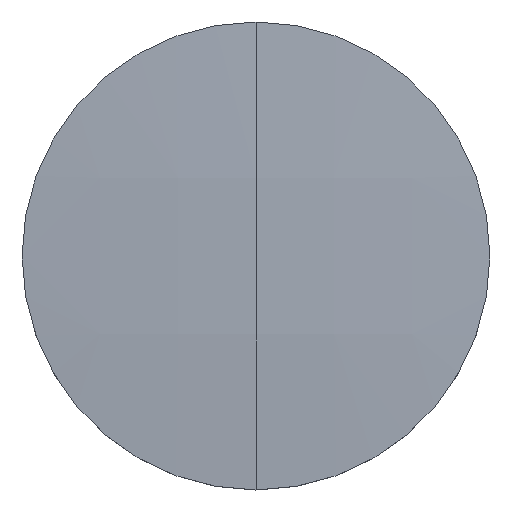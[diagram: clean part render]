
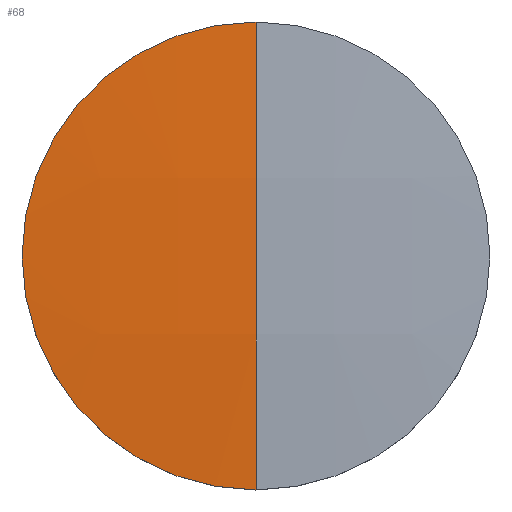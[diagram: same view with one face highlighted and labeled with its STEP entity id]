
A CAD part, top view. The second image highlights one B-rep face of the part: STEP entity #68.
In plain terms, the highlighted free-form (B-spline) face has degree [3, 3] with [4, 4] control points.
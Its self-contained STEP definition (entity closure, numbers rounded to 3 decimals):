
#3 = DIRECTION ( 'NONE',  ( -1., 0., 0. ) ) ;
#4 = EDGE_CURVE ( 'NONE', #161, #175, #172, .T. ) ;
#13 = CARTESIAN_POINT ( 'NONE',  ( 0., 2.145, 2.067 ) ) ;
#24 = ORIENTED_EDGE ( 'NONE', *, *, #239, .F. ) ;
#25 = DIRECTION ( 'NONE',  ( 0., 0., -1. ) ) ;
#29 = CARTESIAN_POINT ( 'NONE',  ( 0., -6.426, 1.8 ) ) ;
#35 = CIRCLE ( 'NONE', #198, 6.35 ) ;
#36 = ORIENTED_EDGE ( 'NONE', *, *, #4, .T. ) ;
#39 = CIRCLE ( 'NONE', #143, 6.35 ) ;
#41 = CARTESIAN_POINT ( 'NONE',  ( 0., 0., 1.805 ) ) ;
#44 = DIRECTION ( 'NONE',  ( 0., 0., -1. ) ) ;
#48 = CARTESIAN_POINT ( 'NONE',  ( 0., 0., 1.805 ) ) ;
#51 = ORIENTED_EDGE ( 'NONE', *, *, #83, .F. ) ;
#56 = CARTESIAN_POINT ( 'NONE',  ( 0., -6.35, 1.805 ) ) ;
#57 = DIRECTION ( 'NONE',  ( 0., -1., 0. ) ) ;
#66 = VERTEX_POINT ( 'NONE', #96 ) ;
#68 = ADVANCED_FACE ( 'NONE', ( #191 ), #227, .T. ) ;
#80 = DIRECTION ( 'NONE',  ( 1., 0., 0. ) ) ;
#83 = EDGE_CURVE ( 'NONE', #66, #175, #39, .T. ) ;
#88 = CARTESIAN_POINT ( 'NONE',  ( 0., -2.145, 2.067 ) ) ;
#90 = CARTESIAN_POINT ( 'NONE',  ( -4.253, -6.426, 1.734 ) ) ;
#95 = DIRECTION ( 'NONE',  ( 1., 0., 0. ) ) ;
#96 = CARTESIAN_POINT ( 'NONE',  ( -6.35, 0., 1.805 ) ) ;
#128 = EDGE_LOOP ( 'NONE', ( #24, #36, #51 ) ) ;
#132 = CARTESIAN_POINT ( 'NONE',  ( -4.264, 2.145, 2.001 ) ) ;
#143 = AXIS2_PLACEMENT_3D ( 'NONE', #48, #25, #95 ) ;
#161 = VERTEX_POINT ( 'NONE', #56 ) ;
#172 = CIRCLE ( 'NONE', #290, 103.4 ) ;
#175 = VERTEX_POINT ( 'NONE', #231 ) ;
#179 = CARTESIAN_POINT ( 'NONE',  ( -6.392, 2.145, 1.869 ) ) ;
#182 = CARTESIAN_POINT ( 'NONE',  ( 0., 6.426, 1.8 ) ) ;
#191 = FACE_OUTER_BOUND ( 'NONE', #128, .T. ) ;
#198 = AXIS2_PLACEMENT_3D ( 'NONE', #41, #44, #80 ) ;
#201 = CARTESIAN_POINT ( 'NONE',  ( -4.264, -2.145, 2.001 ) ) ;
#227 =( BOUNDED_SURFACE ( )  B_SPLINE_SURFACE ( 3, 3, ( 
 ( #29, #257, #90, #241 ),
 ( #88, #243, #201, #245 ),
 ( #13, #286, #132, #179 ),
 ( #182, #284, #262, #242 ) ),
 .UNSPECIFIED., .F., .F., .F. ) 
 B_SPLINE_SURFACE_WITH_KNOTS ( ( 4, 4 ),
 ( 4, 4 ),
 ( 0., 1. ),
 ( 0., 1. ),
 .UNSPECIFIED. ) 
 GEOMETRIC_REPRESENTATION_ITEM ( )  RATIONAL_B_SPLINE_SURFACE ( (
 ( 1., 1., 1., 1.),
 ( 0.999, 0.998, 0.998, 0.999),
 ( 0.999, 0.998, 0.998, 0.999),
 ( 1., 1., 1., 1.) ) ) 
 REPRESENTATION_ITEM ( '' )  SURFACE ( )  );
#231 = CARTESIAN_POINT ( 'NONE',  ( 0., 6.35, 1.805 ) ) ;
#239 = EDGE_CURVE ( 'NONE', #161, #66, #35, .T. ) ;
#241 = CARTESIAN_POINT ( 'NONE',  ( -6.376, -6.426, 1.603 ) ) ;
#242 = CARTESIAN_POINT ( 'NONE',  ( -6.376, 6.426, 1.603 ) ) ;
#243 = CARTESIAN_POINT ( 'NONE',  ( -2.132, -2.145, 2.067 ) ) ;
#245 = CARTESIAN_POINT ( 'NONE',  ( -6.392, -2.145, 1.869 ) ) ;
#251 = CARTESIAN_POINT ( 'NONE',  ( 0., 0., -101.4 ) ) ;
#257 = CARTESIAN_POINT ( 'NONE',  ( -2.127, -6.426, 1.8 ) ) ;
#262 = CARTESIAN_POINT ( 'NONE',  ( -4.253, 6.426, 1.734 ) ) ;
#284 = CARTESIAN_POINT ( 'NONE',  ( -2.127, 6.426, 1.8 ) ) ;
#286 = CARTESIAN_POINT ( 'NONE',  ( -2.132, 2.145, 2.067 ) ) ;
#290 = AXIS2_PLACEMENT_3D ( 'NONE', #251, #3, #57 ) ;
